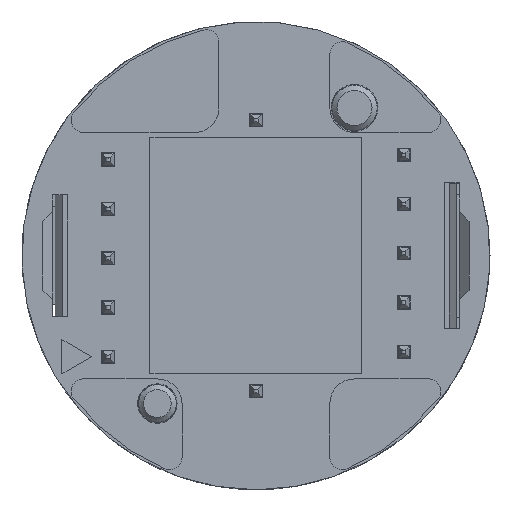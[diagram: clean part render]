
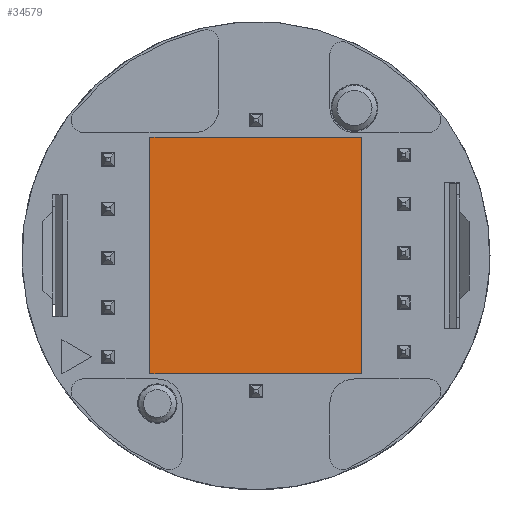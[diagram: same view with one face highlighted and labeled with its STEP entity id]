
A CAD part, front view. The second image highlights one B-rep face of the part: STEP entity #34579.
In plain terms, the highlighted planar face has unit normal (0, -1, 0).
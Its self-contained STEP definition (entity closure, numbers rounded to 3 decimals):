
#2899=ORIENTED_EDGE('',*,*,#13310,.T.);
#2900=ORIENTED_EDGE('',*,*,#13311,.T.);
#2901=ORIENTED_EDGE('',*,*,#13312,.T.);
#2902=ORIENTED_EDGE('',*,*,#13313,.T.);
#13310=EDGE_CURVE('',#18491,#18492,#22067,.T.);
#13311=EDGE_CURVE('',#18492,#18493,#22068,.T.);
#13312=EDGE_CURVE('',#18493,#18494,#22069,.T.);
#13313=EDGE_CURVE('',#18494,#18491,#22070,.T.);
#18491=VERTEX_POINT('',#57740);
#18492=VERTEX_POINT('',#57741);
#18493=VERTEX_POINT('',#57743);
#18494=VERTEX_POINT('',#57745);
#22067=LINE('',#57739,#25466);
#22068=LINE('',#57742,#25467);
#22069=LINE('',#57744,#25468);
#22070=LINE('',#57746,#25469);
#25466=VECTOR('',#48752,1000.);
#25467=VECTOR('',#48753,1000.);
#25468=VECTOR('',#48754,1000.);
#25469=VECTOR('',#48755,1000.);
#28757=EDGE_LOOP('',(#2899,#2900,#2901,#2902));
#31064=FACE_BOUND('',#28757,.T.);
#33366=PLANE('',#45755);
#34579=ADVANCED_FACE('',(#31064),#33366,.F.);
#45755=AXIS2_PLACEMENT_3D('',#57738,#48750,#48751);
#48750=DIRECTION('',(0.,1.,0.));
#48751=DIRECTION('',(0.,0.,1.));
#48752=DIRECTION('',(1.,0.,0.));
#48753=DIRECTION('',(0.,0.,1.));
#48754=DIRECTION('',(-1.,0.,0.));
#48755=DIRECTION('',(0.,0.,-1.));
#57738=CARTESIAN_POINT('',(0.,0.6,0.));
#57739=CARTESIAN_POINT('',(-4.3,0.6,-4.8));
#57740=CARTESIAN_POINT('',(-4.3,0.6,-4.8));
#57741=CARTESIAN_POINT('',(4.3,0.6,-4.8));
#57742=CARTESIAN_POINT('',(4.3,0.6,4.8));
#57743=CARTESIAN_POINT('',(4.3,0.6,4.8));
#57744=CARTESIAN_POINT('',(-4.3,0.6,4.8));
#57745=CARTESIAN_POINT('',(-4.3,0.6,4.8));
#57746=CARTESIAN_POINT('',(-4.3,0.6,4.8));
